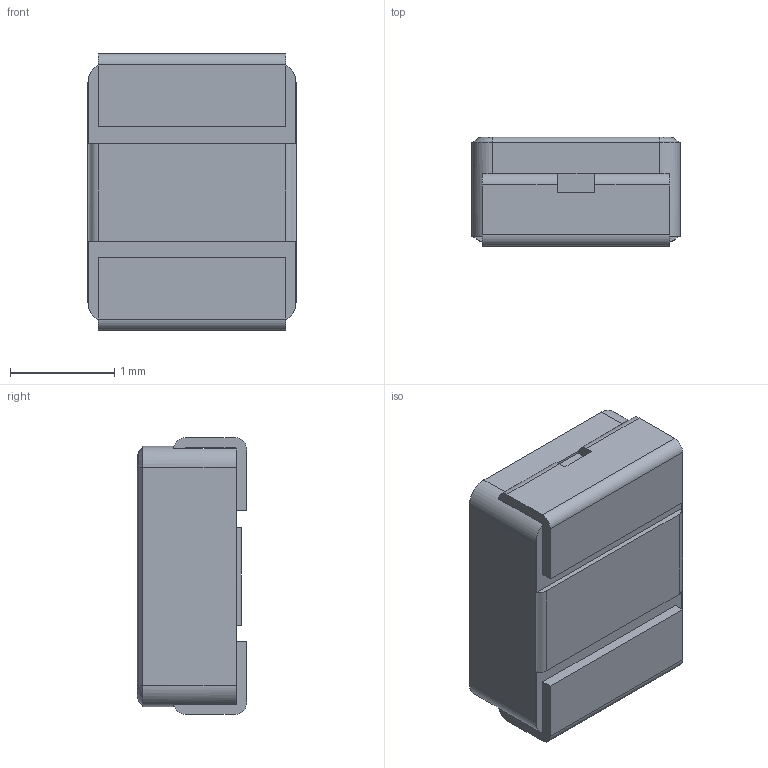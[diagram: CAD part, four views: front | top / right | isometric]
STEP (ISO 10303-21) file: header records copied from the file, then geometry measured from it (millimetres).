
FILE_DESCRIPTION (( 'STEP AP214' ), '1' );
FILE_NAME ('FXL252010.STEP', '2020-08-23T04:11:22', ( '' ), ( '' ), 'SwSTEP 2.0', 'SolidWorks 2020', '' );
FILE_SCHEMA (( 'AUTOMOTIVE_DESIGN' ));
Length unit declared in the file: millimetre
Products named in the file (3): FXL252010; 錨璃1; 錨璃2
Assembly tree (3 placements, depth 2):
  FXL252010
    錨璃1
    錨璃2  x2
Bounding box: 2 x 1.05 x 2.66 mm (x, y, z)
Volume: 5.2 mm3; surface area: 28.2 mm2
Topology: 3 solids, 3 shells, 72 faces, 182 edges, 116 vertices
Faces by surface type: plane 42, cylinder 16, bspline 14
Entity records: 1958 total; most frequent: CARTESIAN_POINT 638, ORIENTED_EDGE 268, DIRECTION 230, EDGE_CURVE 134, VERTEX_POINT 84, VECTOR 82, LINE 82, AXIS2_PLACEMENT_3D 74
